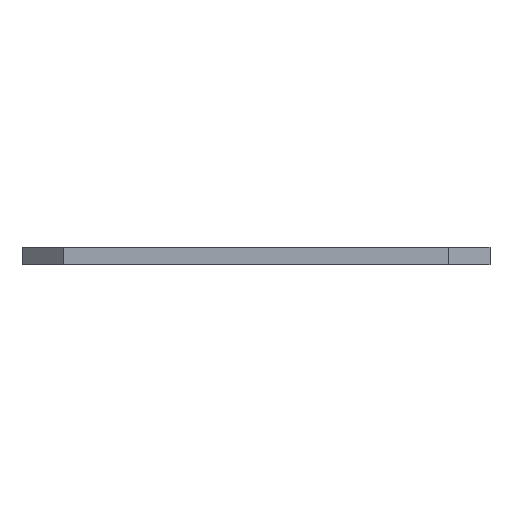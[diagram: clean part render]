
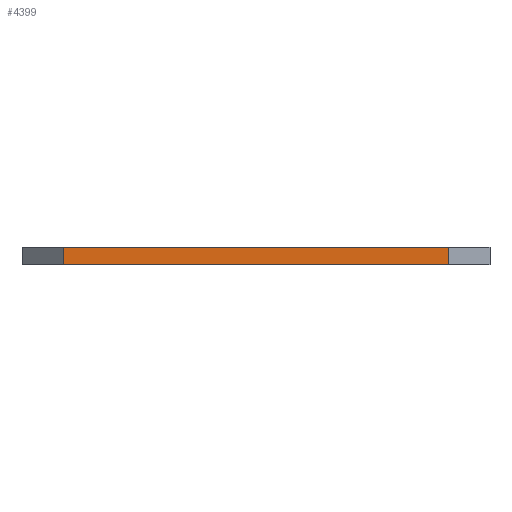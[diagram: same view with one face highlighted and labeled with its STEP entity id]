
A CAD part, left-side view. The second image highlights one B-rep face of the part: STEP entity #4399.
In plain terms, the highlighted planar face has unit normal (-1, 0, 0).
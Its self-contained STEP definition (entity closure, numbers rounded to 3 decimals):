
#83 = PLANE('',#84);
#84 = AXIS2_PLACEMENT_3D('',#85,#86,#87);
#85 = CARTESIAN_POINT('',(148.501,-105.004,1.6));
#86 = DIRECTION('',(0.,0.,1.));
#87 = DIRECTION('',(1.,0.,-0.));
#111 = PLANE('',#112);
#112 = AXIS2_PLACEMENT_3D('',#113,#114,#115);
#113 = CARTESIAN_POINT('',(130.721,-83.414,0.));
#114 = DIRECTION('',(0.707,-0.707,0.));
#115 = DIRECTION('',(-0.707,-0.707,0.));
#137 = PLANE('',#138);
#138 = AXIS2_PLACEMENT_3D('',#139,#140,#141);
#139 = CARTESIAN_POINT('',(148.501,-105.004,0.));
#140 = DIRECTION('',(0.,0.,1.));
#141 = DIRECTION('',(1.,0.,-0.));
#230 = VERTEX_POINT('',#231);
#231 = CARTESIAN_POINT('',(126.911,-87.224,1.6));
#252 = EDGE_CURVE('',#253,#230,#255,.T.);
#253 = VERTEX_POINT('',#254);
#254 = CARTESIAN_POINT('',(126.911,-87.224,0.));
#255 = SURFACE_CURVE('',#256,(#260,#267),.PCURVE_S1.);
#256 = LINE('',#257,#258);
#257 = CARTESIAN_POINT('',(126.911,-87.224,0.));
#258 = VECTOR('',#259,1.);
#259 = DIRECTION('',(0.,0.,1.));
#260 = PCURVE('',#111,#261);
#261 = DEFINITIONAL_REPRESENTATION('',(#262),#266);
#262 = LINE('',#263,#264);
#263 = CARTESIAN_POINT('',(5.388,0.));
#264 = VECTOR('',#265,1.);
#265 = DIRECTION('',(0.,-1.));
#266 = ( GEOMETRIC_REPRESENTATION_CONTEXT(2) 
PARAMETRIC_REPRESENTATION_CONTEXT() REPRESENTATION_CONTEXT('2D SPACE',''
  ) );
#267 = PCURVE('',#268,#273);
#268 = PLANE('',#269);
#269 = AXIS2_PLACEMENT_3D('',#270,#271,#272);
#270 = CARTESIAN_POINT('',(126.911,-87.224,0.));
#271 = DIRECTION('',(1.,0.,-0.));
#272 = DIRECTION('',(0.,-1.,0.));
#273 = DEFINITIONAL_REPRESENTATION('',(#274),#278);
#274 = LINE('',#275,#276);
#275 = CARTESIAN_POINT('',(0.,0.));
#276 = VECTOR('',#277,1.);
#277 = DIRECTION('',(0.,-1.));
#278 = ( GEOMETRIC_REPRESENTATION_CONTEXT(2) 
PARAMETRIC_REPRESENTATION_CONTEXT() REPRESENTATION_CONTEXT('2D SPACE',''
  ) );
#306 = EDGE_CURVE('',#253,#307,#309,.T.);
#307 = VERTEX_POINT('',#308);
#308 = CARTESIAN_POINT('',(126.911,-122.784,0.));
#309 = SURFACE_CURVE('',#310,(#314,#321),.PCURVE_S1.);
#310 = LINE('',#311,#312);
#311 = CARTESIAN_POINT('',(126.911,-87.224,0.));
#312 = VECTOR('',#313,1.);
#313 = DIRECTION('',(0.,-1.,0.));
#314 = PCURVE('',#137,#315);
#315 = DEFINITIONAL_REPRESENTATION('',(#316),#320);
#316 = LINE('',#317,#318);
#317 = CARTESIAN_POINT('',(-21.59,17.78));
#318 = VECTOR('',#319,1.);
#319 = DIRECTION('',(0.,-1.));
#320 = ( GEOMETRIC_REPRESENTATION_CONTEXT(2) 
PARAMETRIC_REPRESENTATION_CONTEXT() REPRESENTATION_CONTEXT('2D SPACE',''
  ) );
#321 = PCURVE('',#268,#322);
#322 = DEFINITIONAL_REPRESENTATION('',(#323),#327);
#323 = LINE('',#324,#325);
#324 = CARTESIAN_POINT('',(0.,0.));
#325 = VECTOR('',#326,1.);
#326 = DIRECTION('',(1.,0.));
#327 = ( GEOMETRIC_REPRESENTATION_CONTEXT(2) 
PARAMETRIC_REPRESENTATION_CONTEXT() REPRESENTATION_CONTEXT('2D SPACE',''
  ) );
#345 = PLANE('',#346);
#346 = AXIS2_PLACEMENT_3D('',#347,#348,#349);
#347 = CARTESIAN_POINT('',(126.911,-122.784,0.));
#348 = DIRECTION('',(0.707,0.707,-0.));
#349 = DIRECTION('',(0.707,-0.707,0.));
#2517 = EDGE_CURVE('',#230,#2518,#2520,.T.);
#2518 = VERTEX_POINT('',#2519);
#2519 = CARTESIAN_POINT('',(126.911,-122.784,1.6));
#2520 = SURFACE_CURVE('',#2521,(#2525,#2532),.PCURVE_S1.);
#2521 = LINE('',#2522,#2523);
#2522 = CARTESIAN_POINT('',(126.911,-87.224,1.6));
#2523 = VECTOR('',#2524,1.);
#2524 = DIRECTION('',(0.,-1.,0.));
#2525 = PCURVE('',#83,#2526);
#2526 = DEFINITIONAL_REPRESENTATION('',(#2527),#2531);
#2527 = LINE('',#2528,#2529);
#2528 = CARTESIAN_POINT('',(-21.59,17.78));
#2529 = VECTOR('',#2530,1.);
#2530 = DIRECTION('',(0.,-1.));
#2531 = ( GEOMETRIC_REPRESENTATION_CONTEXT(2) 
PARAMETRIC_REPRESENTATION_CONTEXT() REPRESENTATION_CONTEXT('2D SPACE',''
  ) );
#2532 = PCURVE('',#268,#2533);
#2533 = DEFINITIONAL_REPRESENTATION('',(#2534),#2538);
#2534 = LINE('',#2535,#2536);
#2535 = CARTESIAN_POINT('',(0.,-1.6));
#2536 = VECTOR('',#2537,1.);
#2537 = DIRECTION('',(1.,0.));
#2538 = ( GEOMETRIC_REPRESENTATION_CONTEXT(2) 
PARAMETRIC_REPRESENTATION_CONTEXT() REPRESENTATION_CONTEXT('2D SPACE',''
  ) );
#4399 = ADVANCED_FACE('',(#4400),#268,.F.);
#4400 = FACE_BOUND('',#4401,.F.);
#4401 = EDGE_LOOP('',(#4402,#4403,#4404,#4425));
#4402 = ORIENTED_EDGE('',*,*,#252,.T.);
#4403 = ORIENTED_EDGE('',*,*,#2517,.T.);
#4404 = ORIENTED_EDGE('',*,*,#4405,.F.);
#4405 = EDGE_CURVE('',#307,#2518,#4406,.T.);
#4406 = SURFACE_CURVE('',#4407,(#4411,#4418),.PCURVE_S1.);
#4407 = LINE('',#4408,#4409);
#4408 = CARTESIAN_POINT('',(126.911,-122.784,0.));
#4409 = VECTOR('',#4410,1.);
#4410 = DIRECTION('',(0.,0.,1.));
#4411 = PCURVE('',#268,#4412);
#4412 = DEFINITIONAL_REPRESENTATION('',(#4413),#4417);
#4413 = LINE('',#4414,#4415);
#4414 = CARTESIAN_POINT('',(35.56,0.));
#4415 = VECTOR('',#4416,1.);
#4416 = DIRECTION('',(0.,-1.));
#4417 = ( GEOMETRIC_REPRESENTATION_CONTEXT(2) 
PARAMETRIC_REPRESENTATION_CONTEXT() REPRESENTATION_CONTEXT('2D SPACE',''
  ) );
#4418 = PCURVE('',#345,#4419);
#4419 = DEFINITIONAL_REPRESENTATION('',(#4420),#4424);
#4420 = LINE('',#4421,#4422);
#4421 = CARTESIAN_POINT('',(0.,0.));
#4422 = VECTOR('',#4423,1.);
#4423 = DIRECTION('',(0.,-1.));
#4424 = ( GEOMETRIC_REPRESENTATION_CONTEXT(2) 
PARAMETRIC_REPRESENTATION_CONTEXT() REPRESENTATION_CONTEXT('2D SPACE',''
  ) );
#4425 = ORIENTED_EDGE('',*,*,#306,.F.);
